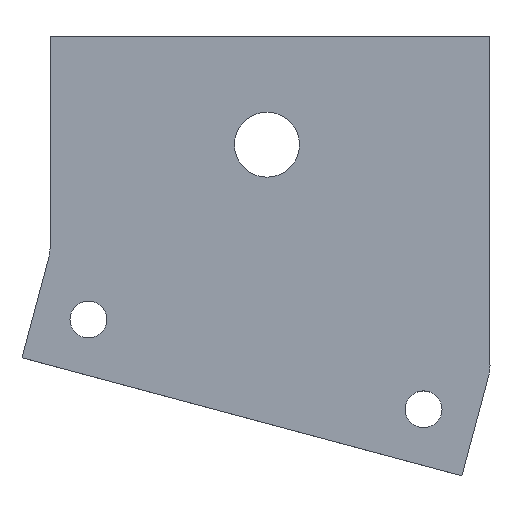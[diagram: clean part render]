
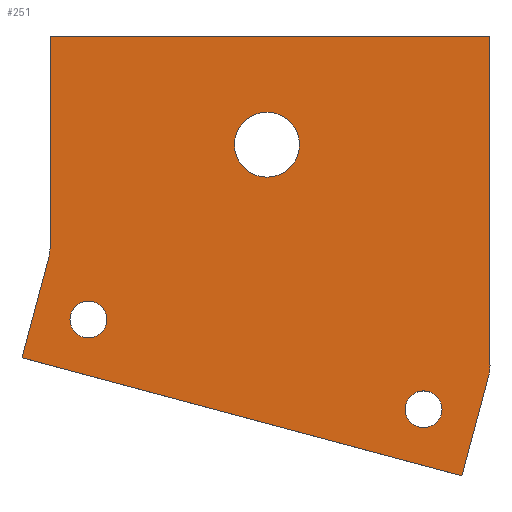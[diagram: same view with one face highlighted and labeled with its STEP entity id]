
A CAD part, top view. The second image highlights one B-rep face of the part: STEP entity #251.
In plain terms, the highlighted planar face has unit normal (0, 0, 1).
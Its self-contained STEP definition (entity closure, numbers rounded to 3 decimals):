
#18=FACE_BOUND('',#54,.T.);
#19=FACE_BOUND('',#55,.T.);
#20=FACE_BOUND('',#56,.T.);
#26=PLANE('',#286);
#37=FACE_OUTER_BOUND('',#53,.T.);
#53=EDGE_LOOP('',(#211,#212,#213,#214,#215,#216,#217,#218));
#54=EDGE_LOOP('',(#219));
#55=EDGE_LOOP('',(#220));
#56=EDGE_LOOP('',(#221));
#64=LINE('',#378,#87);
#72=LINE('',#402,#95);
#75=LINE('',#407,#98);
#77=LINE('',#411,#100);
#80=LINE('',#421,#103);
#81=LINE('',#422,#104);
#87=VECTOR('',#306,10.);
#95=VECTOR('',#326,10.);
#98=VECTOR('',#331,10.);
#100=VECTOR('',#335,10.);
#103=VECTOR('',#348,10.);
#104=VECTOR('',#349,10.);
#108=CIRCLE('',#272,1.5);
#113=CIRCLE('',#283,2.);
#114=CIRCLE('',#285,2.);
#115=CIRCLE('',#287,0.85);
#116=CIRCLE('',#288,0.85);
#118=VERTEX_POINT('',#368);
#121=VERTEX_POINT('',#375);
#122=VERTEX_POINT('',#377);
#131=VERTEX_POINT('',#399);
#132=VERTEX_POINT('',#401);
#133=VERTEX_POINT('',#405);
#134=VERTEX_POINT('',#409);
#135=VERTEX_POINT('',#413);
#136=VERTEX_POINT('',#417);
#137=VERTEX_POINT('',#423);
#138=VERTEX_POINT('',#425);
#141=EDGE_CURVE('',#118,#118,#108,.T.);
#144=EDGE_CURVE('',#122,#121,#64,.T.);
#156=EDGE_CURVE('',#132,#131,#72,.T.);
#159=EDGE_CURVE('',#131,#133,#75,.T.);
#161=EDGE_CURVE('',#133,#134,#77,.T.);
#163=EDGE_CURVE('',#134,#135,#113,.T.);
#164=EDGE_CURVE('',#136,#132,#114,.T.);
#166=EDGE_CURVE('',#135,#122,#80,.T.);
#167=EDGE_CURVE('',#136,#121,#81,.T.);
#168=EDGE_CURVE('',#137,#137,#115,.T.);
#169=EDGE_CURVE('',#138,#138,#116,.T.);
#211=ORIENTED_EDGE('',*,*,#163,.T.);
#212=ORIENTED_EDGE('',*,*,#166,.T.);
#213=ORIENTED_EDGE('',*,*,#144,.T.);
#214=ORIENTED_EDGE('',*,*,#167,.F.);
#215=ORIENTED_EDGE('',*,*,#164,.T.);
#216=ORIENTED_EDGE('',*,*,#156,.T.);
#217=ORIENTED_EDGE('',*,*,#159,.T.);
#218=ORIENTED_EDGE('',*,*,#161,.T.);
#219=ORIENTED_EDGE('',*,*,#141,.F.);
#220=ORIENTED_EDGE('',*,*,#168,.T.);
#221=ORIENTED_EDGE('',*,*,#169,.T.);
#251=ADVANCED_FACE('',(#37,#18,#19,#20),#26,.T.);
#272=AXIS2_PLACEMENT_3D('',#370,#300,#301);
#283=AXIS2_PLACEMENT_3D('',#415,#339,#340);
#285=AXIS2_PLACEMENT_3D('',#418,#343,#344);
#286=AXIS2_PLACEMENT_3D('',#420,#346,#347);
#287=AXIS2_PLACEMENT_3D('',#424,#350,#351);
#288=AXIS2_PLACEMENT_3D('',#426,#352,#353);
#300=DIRECTION('center_axis',(0.,0.,
1.));
#301=DIRECTION('ref_axis',(1.,0.,0.));
#306=DIRECTION('',(-1.,0.,0.));
#326=DIRECTION('',(-0.259,-0.966,0.));
#331=DIRECTION('',(0.966,-0.259,0.));
#335=DIRECTION('',(0.259,0.966,0.));
#339=DIRECTION('center_axis',(0.,0.,
1.));
#340=DIRECTION('ref_axis',(0.991,-0.131,0.));
#343=DIRECTION('center_axis',(0.,0.,
-1.));
#344=DIRECTION('ref_axis',(0.991,-0.131,0.));
#346=DIRECTION('center_axis',(0.,0.,
1.));
#347=DIRECTION('ref_axis',(-1.,0.,0.));
#348=DIRECTION('',(0.,1.,0.));
#349=DIRECTION('',(0.,1.,0.));
#350=DIRECTION('center_axis',(0.,0.,
-1.));
#351=DIRECTION('ref_axis',(-1.,0.,0.));
#352=DIRECTION('center_axis',(0.,0.,
-1.));
#353=DIRECTION('ref_axis',(-1.,0.,0.));
#368=CARTESIAN_POINT('',(-8.61,192.532,105.));
#370=CARTESIAN_POINT('Origin',(-7.11,192.532,105.));
#375=CARTESIAN_POINT('',(-17.11,197.532,105.));
#377=CARTESIAN_POINT('',(3.174,197.532,105.));
#378=CARTESIAN_POINT('',(3.174,197.532,105.));
#399=CARTESIAN_POINT('',(-18.404,182.702,105.));
#401=CARTESIAN_POINT('',(-17.178,187.278,105.));
#402=CARTESIAN_POINT('',(-17.11,187.532,105.));
#405=CARTESIAN_POINT('',(1.88,177.267,105.));
#407=CARTESIAN_POINT('',(-18.404,182.702,105.));
#409=CARTESIAN_POINT('',(3.106,181.842,105.));
#411=CARTESIAN_POINT('',(1.88,177.267,105.));
#413=CARTESIAN_POINT('',(3.174,182.36,105.));
#415=CARTESIAN_POINT('Origin',(1.174,182.36,105.));
#417=CARTESIAN_POINT('',(-17.11,187.795,105.));
#418=CARTESIAN_POINT('Origin',(-19.11,187.795,105.));
#420=CARTESIAN_POINT('Origin',(-7.615,184.9,105.));
#421=CARTESIAN_POINT('',(3.174,182.097,105.));
#422=CARTESIAN_POINT('',(-17.11,192.532,105.));
#423=CARTESIAN_POINT('',(0.963,180.329,105.));
#424=CARTESIAN_POINT('Origin',(0.113,180.329,105.));
#425=CARTESIAN_POINT('',(-14.492,184.47,105.));
#426=CARTESIAN_POINT('Origin',(-15.342,184.47,105.));
